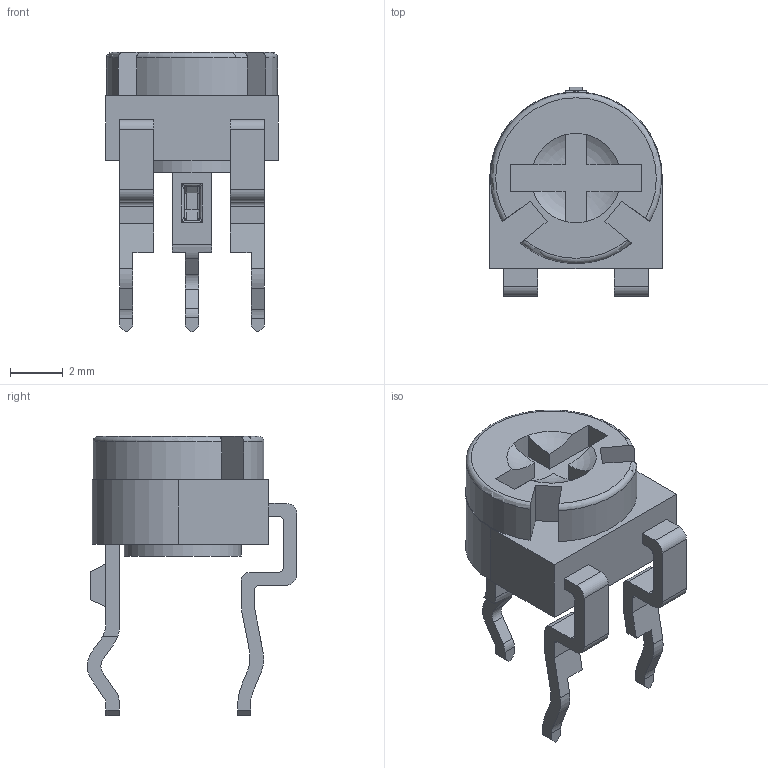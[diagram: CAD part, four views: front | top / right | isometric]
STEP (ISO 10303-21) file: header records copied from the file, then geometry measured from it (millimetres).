
FILE_DESCRIPTION(/* description */ ('Unknown'),/* implementation_level */ '2;1');
FILE_NAME(/* name */ '601030',/* time_stamp */ '2024-09-10T12:25:39+02:00',/* author */ ('Unknown'),/* organization */ ('Unknown'),/* preprocessor_version */ 'ST-DEVELOPER v19.4',/* originating_system */ 'Solid Edge',/* authorisation */ 'Unknown');
FILE_SCHEMA (('AUTOMOTIVE_DESIGN {1 0 10303 214 3 1 1}'));
Length unit declared in the file: millimetre
Products named in the file (1): 601030
Bounding box: 6.56 x 7.96 x 10.6 mm (x, y, z)
Volume: 160.2 mm3; surface area: 285.2 mm2
Topology: 1 solids, 1 shells, 149 faces, 401 edges, 258 vertices
Faces by surface type: plane 93, cylinder 42, bspline 8, torus 6
Full cylindrical faces by diameter (mm): 4.443 x1
Entity records: 5744 total; most frequent: CARTESIAN_POINT 928, ORIENTED_EDGE 792, DIRECTION 770, EDGE_CURVE 396, LINE 282, VECTOR 282, VERTEX_POINT 258, AXIS2_PLACEMENT_3D 244
